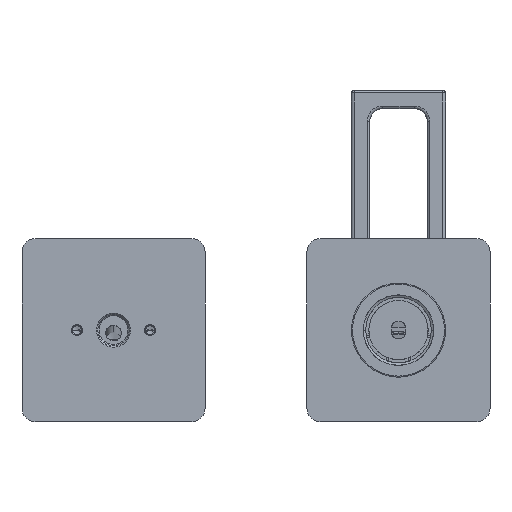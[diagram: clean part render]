
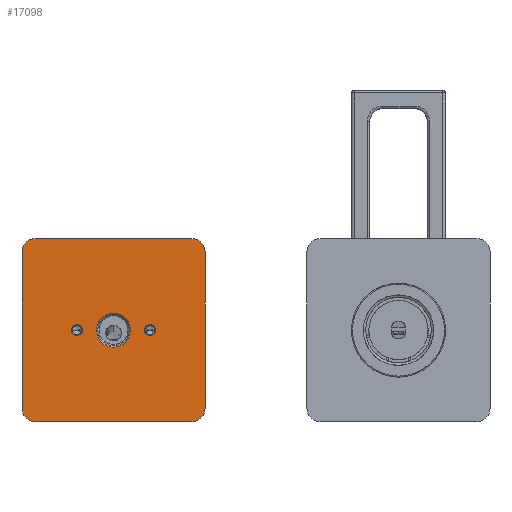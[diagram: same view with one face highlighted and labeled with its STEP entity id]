
A CAD part, front view. The second image highlights one B-rep face of the part: STEP entity #17098.
In plain terms, the highlighted planar face has unit normal (0, -1, 0).
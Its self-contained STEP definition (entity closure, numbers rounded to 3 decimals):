
#14994=CARTESIAN_POINT('',(30.,51.,-30.));
#14995=DIRECTION('',(0.,-1.,0.));
#14996=DIRECTION('',(0.,0.,-1.));
#14997=AXIS2_PLACEMENT_3D('',#14994,#14995,#14996);
#14999=DIRECTION('',(-1.,0.,0.));
#15000=VECTOR('',#14999,60.);
#15001=CARTESIAN_POINT('',(30.,51.,-35.));
#15002=LINE('',#15001,#15000);
#15003=CARTESIAN_POINT('',(-30.,51.,-30.));
#15004=DIRECTION('',(0.,-1.,0.));
#15005=DIRECTION('',(-1.,0.,0.));
#15006=AXIS2_PLACEMENT_3D('',#15003,#15004,#15005);
#15008=DIRECTION('',(0.,0.,1.));
#15009=VECTOR('',#15008,60.);
#15010=CARTESIAN_POINT('',(-35.,51.,-30.));
#15011=LINE('',#15010,#15009);
#15012=CARTESIAN_POINT('',(-30.,51.,30.));
#15013=DIRECTION('',(0.,-1.,0.));
#15014=DIRECTION('',(0.,0.,1.));
#15015=AXIS2_PLACEMENT_3D('',#15012,#15013,#15014);
#15017=DIRECTION('',(1.,0.,0.));
#15018=VECTOR('',#15017,60.);
#15019=CARTESIAN_POINT('',(-30.,51.,35.));
#15020=LINE('',#15019,#15018);
#15021=CARTESIAN_POINT('',(30.,51.,30.));
#15022=DIRECTION('',(0.,-1.,0.));
#15023=DIRECTION('',(1.,0.,0.));
#15024=AXIS2_PLACEMENT_3D('',#15021,#15022,#15023);
#15026=DIRECTION('',(0.,0.,-1.));
#15027=VECTOR('',#15026,60.);
#15028=CARTESIAN_POINT('',(35.,51.,30.));
#15029=LINE('',#15028,#15027);
#15030=CARTESIAN_POINT('',(0.,51.,0.));
#15031=DIRECTION('',(0.,-1.,0.));
#15032=DIRECTION('',(1.,0.,0.));
#15033=AXIS2_PLACEMENT_3D('',#15030,#15031,#15032);
#15035=CARTESIAN_POINT('',(0.,51.,0.));
#15036=DIRECTION('',(0.,-1.,0.));
#15037=DIRECTION('',(-1.,0.,0.));
#15038=AXIS2_PLACEMENT_3D('',#15035,#15036,#15037);
#15040=CARTESIAN_POINT('',(14.,51.,0.));
#15041=DIRECTION('',(0.,1.,0.));
#15042=DIRECTION('',(1.,0.,0.));
#15043=AXIS2_PLACEMENT_3D('',#15040,#15041,#15042);
#15045=CARTESIAN_POINT('',(14.,51.,0.));
#15046=DIRECTION('',(0.,1.,0.));
#15047=DIRECTION('',(-1.,0.,0.));
#15048=AXIS2_PLACEMENT_3D('',#15045,#15046,#15047);
#15050=CARTESIAN_POINT('',(-14.,51.,0.));
#15051=DIRECTION('',(0.,1.,0.));
#15052=DIRECTION('',(1.,0.,0.));
#15053=AXIS2_PLACEMENT_3D('',#15050,#15051,#15052);
#15055=CARTESIAN_POINT('',(-14.,51.,0.));
#15056=DIRECTION('',(0.,1.,0.));
#15057=DIRECTION('',(-1.,0.,0.));
#15058=AXIS2_PLACEMENT_3D('',#15055,#15056,#15057);
#16271=CARTESIAN_POINT('',(6.5,51.,0.));
#16272=CARTESIAN_POINT('',(-6.5,51.,0.));
#16273=VERTEX_POINT('',#16271);
#16274=VERTEX_POINT('',#16272);
#16279=CARTESIAN_POINT('',(30.,51.,-35.));
#16280=CARTESIAN_POINT('',(35.,51.,-30.));
#16281=VERTEX_POINT('',#16279);
#16282=VERTEX_POINT('',#16280);
#16287=CARTESIAN_POINT('',(-35.,51.,-30.));
#16288=CARTESIAN_POINT('',(-30.,51.,-35.));
#16289=VERTEX_POINT('',#16287);
#16290=VERTEX_POINT('',#16288);
#16295=CARTESIAN_POINT('',(-30.,51.,35.));
#16296=CARTESIAN_POINT('',(-35.,51.,30.));
#16297=VERTEX_POINT('',#16295);
#16298=VERTEX_POINT('',#16296);
#16303=CARTESIAN_POINT('',(35.,51.,30.));
#16304=CARTESIAN_POINT('',(30.,51.,35.));
#16305=VERTEX_POINT('',#16303);
#16306=VERTEX_POINT('',#16304);
#16311=CARTESIAN_POINT('',(16.1,51.,0.));
#16312=CARTESIAN_POINT('',(11.9,51.,0.));
#16313=VERTEX_POINT('',#16311);
#16314=VERTEX_POINT('',#16312);
#16315=CARTESIAN_POINT('',(-11.9,51.,0.));
#16316=CARTESIAN_POINT('',(-16.1,51.,0.));
#16317=VERTEX_POINT('',#16315);
#16318=VERTEX_POINT('',#16316);
#17058=CARTESIAN_POINT('',(0.,51.,0.));
#17059=DIRECTION('',(0.,1.,0.));
#17060=DIRECTION('',(1.,0.,0.));
#17061=AXIS2_PLACEMENT_3D('',#17058,#17059,#17060);
#17062=PLANE('',#17061);
#17063=ORIENTED_EDGE('',*,*,#17041,.F.);
#17065=ORIENTED_EDGE('',*,*,#17064,.T.);
#17067=ORIENTED_EDGE('',*,*,#17066,.F.);
#17069=ORIENTED_EDGE('',*,*,#17068,.T.);
#17071=ORIENTED_EDGE('',*,*,#17070,.F.);
#17073=ORIENTED_EDGE('',*,*,#17072,.T.);
#17075=ORIENTED_EDGE('',*,*,#17074,.F.);
#17077=ORIENTED_EDGE('',*,*,#17076,.T.);
#17078=EDGE_LOOP('',(#17063,#17065,#17067,#17069,#17071,#17073,#17075,#17077));
#17079=FACE_OUTER_BOUND('',#17078,.F.);
#17081=ORIENTED_EDGE('',*,*,#17080,.T.);
#17083=ORIENTED_EDGE('',*,*,#17082,.T.);
#17084=EDGE_LOOP('',(#17081,#17083));
#17085=FACE_BOUND('',#17084,.F.);
#17087=ORIENTED_EDGE('',*,*,#17086,.F.);
#17089=ORIENTED_EDGE('',*,*,#17088,.F.);
#17090=EDGE_LOOP('',(#17087,#17089));
#17091=FACE_BOUND('',#17090,.F.);
#17093=ORIENTED_EDGE('',*,*,#17092,.F.);
#17095=ORIENTED_EDGE('',*,*,#17094,.F.);
#17096=EDGE_LOOP('',(#17093,#17095));
#17097=FACE_BOUND('',#17096,.F.);
#17098=ADVANCED_FACE('',(#17079,#17085,#17091,#17097),#17062,.F.);
#14998=CIRCLE('',#14997,5.);
#15007=CIRCLE('',#15006,5.);
#15016=CIRCLE('',#15015,5.);
#15025=CIRCLE('',#15024,5.);
#15034=CIRCLE('',#15033,6.5);
#15039=CIRCLE('',#15038,6.5);
#15044=CIRCLE('',#15043,2.1);
#15049=CIRCLE('',#15048,2.1);
#15054=CIRCLE('',#15053,2.1);
#15059=CIRCLE('',#15058,2.1);
#17041=EDGE_CURVE('',#16281,#16282,#14998,.T.);
#17064=EDGE_CURVE('',#16281,#16290,#15002,.T.);
#17066=EDGE_CURVE('',#16289,#16290,#15007,.T.);
#17068=EDGE_CURVE('',#16289,#16298,#15011,.T.);
#17070=EDGE_CURVE('',#16297,#16298,#15016,.T.);
#17072=EDGE_CURVE('',#16297,#16306,#15020,.T.);
#17074=EDGE_CURVE('',#16305,#16306,#15025,.T.);
#17076=EDGE_CURVE('',#16305,#16282,#15029,.T.);
#17080=EDGE_CURVE('',#16273,#16274,#15034,.T.);
#17082=EDGE_CURVE('',#16274,#16273,#15039,.T.);
#17086=EDGE_CURVE('',#16313,#16314,#15044,.T.);
#17088=EDGE_CURVE('',#16314,#16313,#15049,.T.);
#17092=EDGE_CURVE('',#16317,#16318,#15054,.T.);
#17094=EDGE_CURVE('',#16318,#16317,#15059,.T.);
